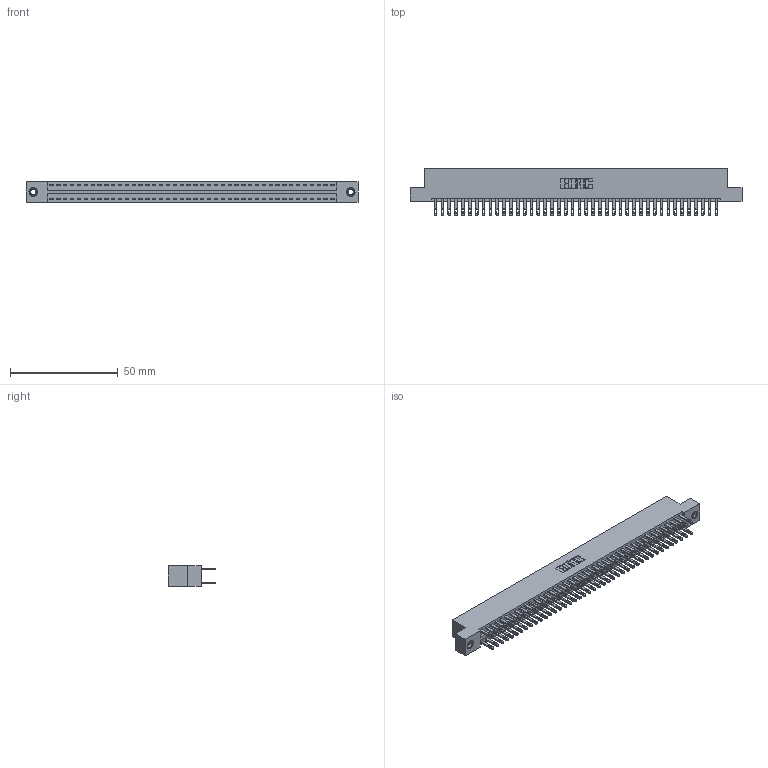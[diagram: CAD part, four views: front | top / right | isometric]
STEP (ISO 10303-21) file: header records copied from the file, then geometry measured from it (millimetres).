
FILE_DESCRIPTION (( 'STEP AP203' ), '1' );
FILE_NAME ('346-084-500-207.STEP', '2022-05-25T19:06:53', ( '' ), ( '' ), 'SwSTEP 2.0', 'SolidWorks 2020', '' );
FILE_SCHEMA (( 'CONFIG_CONTROL_DESIGN' ));
Length unit declared in the file: inch
Products named in the file (4): 345-250-001_345-250-005-103; 345-292-001_345-293-100; 346-084-500-207; 346 Part_Flush Mounting Lugs - 0.156 Dia-TI
Assembly tree (87 placements, depth 2):
  346-084-500-207
    346 Part_Flush Mounting Lugs - 0.156 Dia-TI
    345-292-001_345-293-100  x84
    345-250-001_345-250-005-103  x2
Bounding box: 153.92 x 21.84 x 9.4 mm (x, y, z)
Volume: 15252.7 mm3; surface area: 21878.8 mm2
Topology: 87 solids, 87 shells, 4214 faces, 12813 edges, 8534 vertices
Faces by surface type: plane 2544, cylinder 1654, cone 12, torus 4
Entity records: 28526 total; most frequent: CARTESIAN_POINT 4683, ORIENTED_EDGE 4610, DIRECTION 4207, EDGE_CURVE 2305, LINE 1981, VECTOR 1981, VERTEX_POINT 1532, AXIS2_PLACEMENT_3D 1113
